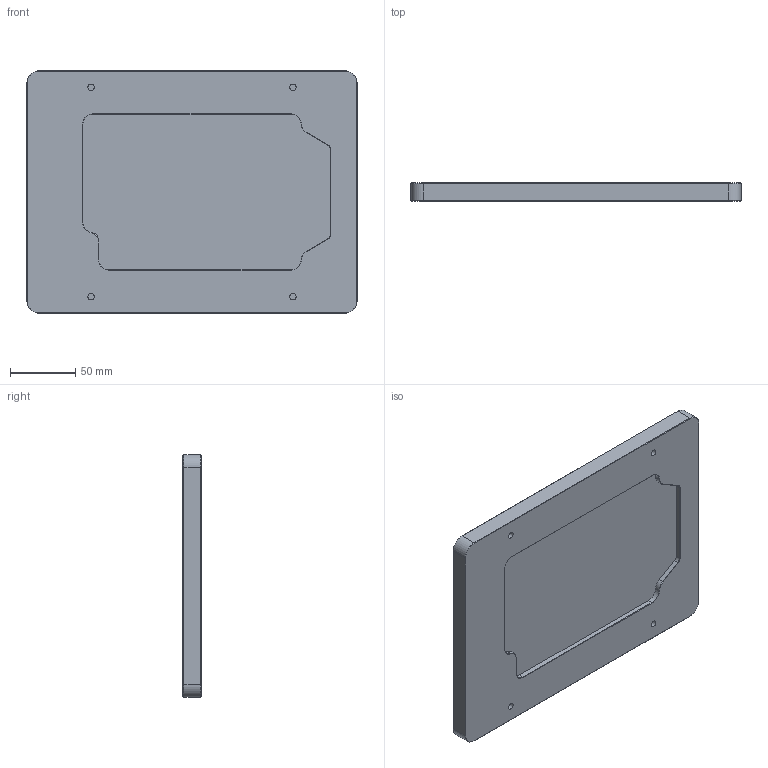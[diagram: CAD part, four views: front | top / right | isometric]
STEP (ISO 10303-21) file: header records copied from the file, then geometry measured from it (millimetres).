
FILE_DESCRIPTION(/* description */ (''),/* implementation_level */ '2;1');
FILE_NAME(/* name */ 'vb_owl_imini6g.stp',/* time_stamp */ '2022-01-20T13:05:40-05:00',/* author */ ('NickC'),/* organization */ (''),/* preprocessor_version */ 'ST-DEVELOPER v17',/* originating_system */ 'Autodesk Inventor 2019',/* authorisation */ '');
FILE_SCHEMA (('AUTOMOTIVE_DESIGN { 1 0 10303 214 3 1 1 }'));
Length unit declared in the file: inch
Products named in the file (1): Part6
Bounding box: 252.58 x 13.82 x 185.55 mm (x, y, z)
Volume: 545794.8 mm3; surface area: 107585 mm2
Topology: 1 solids, 1 shells, 78 faces, 177 edges, 107 vertices
Faces by surface type: plane 38, cone 22, cylinder 18
Full cylindrical faces by diameter (mm): 4.978 x4
Entity records: 2200 total; most frequent: DIRECTION 397, CARTESIAN_POINT 363, ORIENTED_EDGE 354, EDGE_CURVE 177, AXIS2_PLACEMENT_3D 141, LINE 115, VECTOR 115, VERTEX_POINT 107
